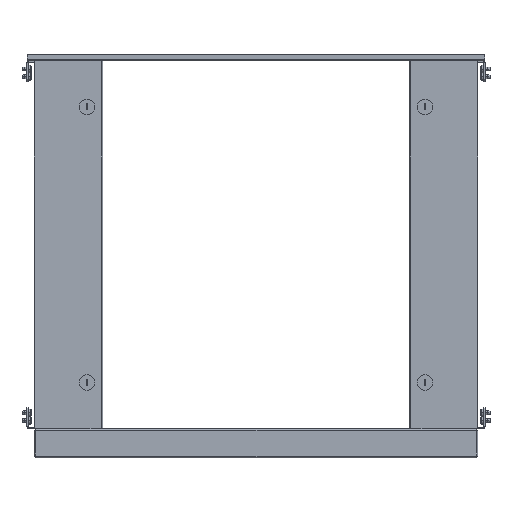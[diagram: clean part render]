
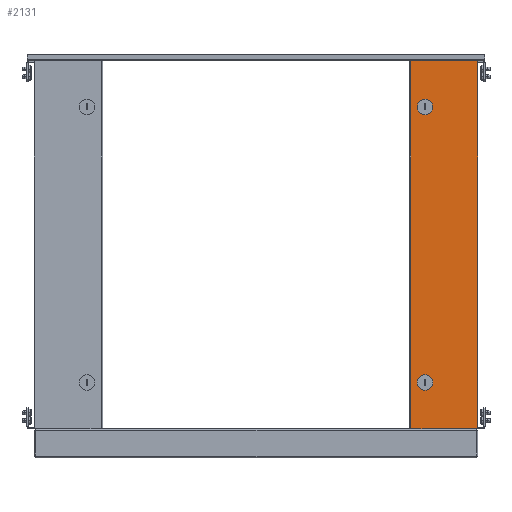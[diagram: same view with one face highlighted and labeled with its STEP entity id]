
A CAD part, top view. The second image highlights one B-rep face of the part: STEP entity #2131.
In plain terms, the highlighted planar face has unit normal (0, 0, 1).
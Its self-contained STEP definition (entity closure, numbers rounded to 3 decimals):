
#2131=ADVANCED_FACE('',(#3986,#3987,#3988),#3989,.T.);
#3986=FACE_BOUND('',#5784,.T.);
#3987=FACE_BOUND('',#5785,.T.);
#3988=FACE_OUTER_BOUND('',#5786,.T.);
#3989=PLANE('',#5787);
#5784=EDGE_LOOP('',(#9863,#9864,#9865,#9866,#9867,#9868,#9869,#9870));
#5785=EDGE_LOOP('',(#9871,#9872,#9873,#9874,#9875,#9876,#9877,#9878));
#5786=EDGE_LOOP('',(#9879,#9880,#9881,#9882));
#5787=AXIS2_PLACEMENT_3D('',#9883,#9884,#9885);
#9863=ORIENTED_EDGE('',*,*,#12152,.T.);
#9864=ORIENTED_EDGE('',*,*,#12180,.T.);
#9865=ORIENTED_EDGE('',*,*,#12176,.T.);
#9866=ORIENTED_EDGE('',*,*,#12172,.T.);
#9867=ORIENTED_EDGE('',*,*,#12168,.T.);
#9868=ORIENTED_EDGE('',*,*,#12164,.T.);
#9869=ORIENTED_EDGE('',*,*,#12160,.T.);
#9870=ORIENTED_EDGE('',*,*,#12156,.T.);
#9871=ORIENTED_EDGE('',*,*,#12185,.T.);
#9872=ORIENTED_EDGE('',*,*,#12213,.T.);
#9873=ORIENTED_EDGE('',*,*,#12209,.T.);
#9874=ORIENTED_EDGE('',*,*,#12205,.T.);
#9875=ORIENTED_EDGE('',*,*,#12201,.T.);
#9876=ORIENTED_EDGE('',*,*,#12197,.T.);
#9877=ORIENTED_EDGE('',*,*,#12193,.T.);
#9878=ORIENTED_EDGE('',*,*,#12189,.T.);
#9879=ORIENTED_EDGE('',*,*,#12267,.T.);
#9880=ORIENTED_EDGE('',*,*,#12241,.F.);
#9881=ORIENTED_EDGE('',*,*,#12268,.T.);
#9882=ORIENTED_EDGE('',*,*,#12264,.T.);
#9883=CARTESIAN_POINT('',(691.15,47.5,48.0));
#9884=DIRECTION('',(0.0,0.0,1.0));
#9885=DIRECTION('',(1.0,0.0,0.0));
#12152=EDGE_CURVE('',#14579,#14577,#14580,.T.);
#12156=EDGE_CURVE('',#14585,#14579,#14586,.T.);
#12160=EDGE_CURVE('',#14591,#14585,#14592,.T.);
#12164=EDGE_CURVE('',#14597,#14591,#14598,.T.);
#12168=EDGE_CURVE('',#14603,#14597,#14604,.T.);
#12172=EDGE_CURVE('',#14609,#14603,#14610,.T.);
#12176=EDGE_CURVE('',#14615,#14609,#14616,.T.);
#12180=EDGE_CURVE('',#14577,#14615,#14620,.T.);
#12185=EDGE_CURVE('',#14628,#14626,#14629,.T.);
#12189=EDGE_CURVE('',#14634,#14628,#14635,.T.);
#12193=EDGE_CURVE('',#14640,#14634,#14641,.T.);
#12197=EDGE_CURVE('',#14646,#14640,#14647,.T.);
#12201=EDGE_CURVE('',#14652,#14646,#14653,.T.);
#12205=EDGE_CURVE('',#14658,#14652,#14659,.T.);
#12209=EDGE_CURVE('',#14664,#14658,#14665,.T.);
#12213=EDGE_CURVE('',#14626,#14664,#14669,.T.);
#12241=EDGE_CURVE('',#14699,#14694,#14701,.T.);
#12264=EDGE_CURVE('',#14735,#14733,#14736,.T.);
#12267=EDGE_CURVE('',#14733,#14694,#14739,.T.);
#12268=EDGE_CURVE('',#14699,#14735,#14740,.T.);
#14577=VERTEX_POINT('',#17672);
#14579=VERTEX_POINT('',#17675);
#14580=LINE('',#17676,#17677);
#14585=VERTEX_POINT('',#17684);
#14586=LINE('',#17685,#17686);
#14591=VERTEX_POINT('',#17692);
#14592=CIRCLE('',#17693,12.75);
#14597=VERTEX_POINT('',#17700);
#14598=LINE('',#17701,#17702);
#14603=VERTEX_POINT('',#17709);
#14604=LINE('',#17710,#17711);
#14609=VERTEX_POINT('',#17718);
#14610=LINE('',#17719,#17720);
#14615=VERTEX_POINT('',#17726);
#14616=CIRCLE('',#17727,12.75);
#14620=LINE('',#17733,#17734);
#14626=VERTEX_POINT('',#17741);
#14628=VERTEX_POINT('',#17744);
#14629=LINE('',#17745,#17746);
#14634=VERTEX_POINT('',#17753);
#14635=LINE('',#17754,#17755);
#14640=VERTEX_POINT('',#17761);
#14641=CIRCLE('',#17762,12.75);
#14646=VERTEX_POINT('',#17769);
#14647=LINE('',#17770,#17771);
#14652=VERTEX_POINT('',#17778);
#14653=LINE('',#17779,#17780);
#14658=VERTEX_POINT('',#17787);
#14659=LINE('',#17788,#17789);
#14664=VERTEX_POINT('',#17795);
#14665=CIRCLE('',#17796,12.75);
#14669=LINE('',#17802,#17803);
#14694=VERTEX_POINT('',#17828);
#14699=VERTEX_POINT('',#17834);
#14701=LINE('',#17836,#17837);
#14733=VERTEX_POINT('',#17882);
#14735=VERTEX_POINT('',#17885);
#14736=LINE('',#17886,#17887);
#14739=LINE('',#17891,#17892);
#14740=LINE('',#17893,#17894);
#17672=CARTESIAN_POINT('',(671.478,573.25,48.0));
#17675=CARTESIAN_POINT('',(671.478,574.75,48.0));
#17676=CARTESIAN_POINT('',(671.478,310.75,48.0));
#17677=VECTOR('',#20434,1.0);
#17684=CARTESIAN_POINT('',(672.228,574.75,48.0));
#17685=CARTESIAN_POINT('',(681.501,574.75,48.0));
#17686=VECTOR('',#20437,1.0);
#17692=CARTESIAN_POINT('',(646.772,574.75,48.0));
#17693=AXIS2_PLACEMENT_3D('',#20442,#20443,#20444);
#17700=CARTESIAN_POINT('',(647.522,574.75,48.0));
#17701=CARTESIAN_POINT('',(669.149,574.75,48.0));
#17702=VECTOR('',#20447,1.0);
#17709=CARTESIAN_POINT('',(647.522,573.25,48.0));
#17710=CARTESIAN_POINT('',(647.522,310.75,48.0));
#17711=VECTOR('',#20450,1.0);
#17718=CARTESIAN_POINT('',(646.772,573.25,48.0));
#17719=CARTESIAN_POINT('',(669.149,573.25,48.0));
#17720=VECTOR('',#20453,1.0);
#17726=CARTESIAN_POINT('',(672.228,573.25,48.0));
#17727=AXIS2_PLACEMENT_3D('',#20458,#20459,#20460);
#17733=CARTESIAN_POINT('',(681.501,573.25,48.0));
#17734=VECTOR('',#20463,1.0);
#17741=CARTESIAN_POINT('',(671.478,122.25,48.0));
#17744=CARTESIAN_POINT('',(671.478,123.75,48.0));
#17745=CARTESIAN_POINT('',(671.478,85.25,48.0));
#17746=VECTOR('',#20466,1.0);
#17753=CARTESIAN_POINT('',(672.228,123.75,48.0));
#17754=CARTESIAN_POINT('',(681.501,123.75,48.0));
#17755=VECTOR('',#20469,1.0);
#17761=CARTESIAN_POINT('',(646.772,123.75,48.0));
#17762=AXIS2_PLACEMENT_3D('',#20474,#20475,#20476);
#17769=CARTESIAN_POINT('',(647.522,123.75,48.0));
#17770=CARTESIAN_POINT('',(669.149,123.75,48.0));
#17771=VECTOR('',#20479,1.0);
#17778=CARTESIAN_POINT('',(647.522,122.25,48.0));
#17779=CARTESIAN_POINT('',(647.522,85.25,48.0));
#17780=VECTOR('',#20482,1.0);
#17787=CARTESIAN_POINT('',(646.772,122.25,48.0));
#17788=CARTESIAN_POINT('',(669.149,122.25,48.0));
#17789=VECTOR('',#20485,1.0);
#17795=CARTESIAN_POINT('',(672.228,122.25,48.0));
#17796=AXIS2_PLACEMENT_3D('',#20490,#20491,#20492);
#17802=CARTESIAN_POINT('',(681.501,122.25,48.0));
#17803=VECTOR('',#20495,1.0);
#17828=CARTESIAN_POINT('',(636.5,649.5,48.0));
#17834=CARTESIAN_POINT('',(636.5,47.5,48.0));
#17836=CARTESIAN_POINT('',(636.5,47.5,48.0));
#17837=VECTOR('',#20539,1.0);
#17882=CARTESIAN_POINT('',(745.8,649.5,48.0));
#17885=CARTESIAN_POINT('',(745.8,47.5,48.0));
#17886=CARTESIAN_POINT('',(745.8,47.5,48.0));
#17887=VECTOR('',#20560,1.0);
#17891=CARTESIAN_POINT('',(636.5,649.5,48.0));
#17892=VECTOR('',#20562,1.0);
#17893=CARTESIAN_POINT('',(636.5,47.5,48.0));
#17894=VECTOR('',#20563,1.0);
#20434=DIRECTION('',(0.0,-1.0,0.0));
#20437=DIRECTION('',(-1.0,0.0,0.0));
#20442=CARTESIAN_POINT('',(659.5,574.,48.0));
#20443=DIRECTION('',(-0.0,0.0,-1.0));
#20444=DIRECTION('',(-0.998,0.059,0.0));
#20447=DIRECTION('',(-1.0,0.0,0.0));
#20450=DIRECTION('',(0.0,1.0,-0.0));
#20453=DIRECTION('',(1.0,0.0,0.0));
#20458=CARTESIAN_POINT('',(659.5,574.,48.0));
#20459=DIRECTION('',(0.0,-0.0,-1.0));
#20460=DIRECTION('',(0.998,-0.059,0.0));
#20463=DIRECTION('',(1.0,0.0,0.0));
#20466=DIRECTION('',(0.0,-1.0,0.0));
#20469=DIRECTION('',(-1.0,0.0,0.0));
#20474=CARTESIAN_POINT('',(659.5,123.,48.0));
#20475=DIRECTION('',(-0.0,0.0,-1.0));
#20476=DIRECTION('',(-0.998,0.059,0.0));
#20479=DIRECTION('',(-1.0,0.0,0.0));
#20482=DIRECTION('',(0.0,1.0,-0.0));
#20485=DIRECTION('',(1.0,0.0,0.0));
#20490=CARTESIAN_POINT('',(659.5,123.,48.0));
#20491=DIRECTION('',(0.0,-0.0,-1.0));
#20492=DIRECTION('',(0.998,-0.059,0.0));
#20495=DIRECTION('',(1.0,0.0,0.0));
#20539=DIRECTION('',(0.0,1.0,0.0));
#20560=DIRECTION('',(0.0,1.0,0.0));
#20562=DIRECTION('',(-1.0,-0.0,0.0));
#20563=DIRECTION('',(1.0,0.0,0.0));
